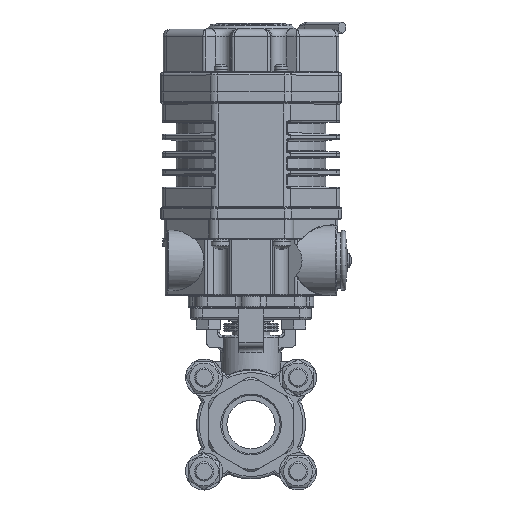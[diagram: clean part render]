
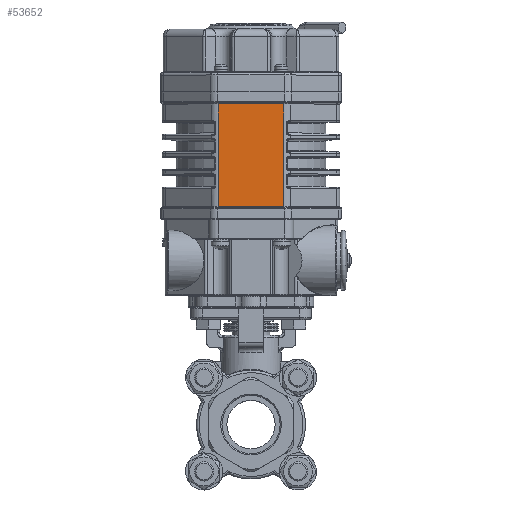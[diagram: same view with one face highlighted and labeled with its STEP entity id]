
A CAD part, top view. The second image highlights one B-rep face of the part: STEP entity #53652.
In plain terms, the highlighted face is planar.
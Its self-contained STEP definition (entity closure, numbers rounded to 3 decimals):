
#2535=PLANE('',#57957);
#4219=LINE('',#100188,#7135);
#4227=LINE('',#100252,#7143);
#4640=LINE('',#103450,#7556);
#4641=LINE('',#103451,#7557);
#7135=VECTOR('',#65855,1000.);
#7143=VECTOR('',#65943,1000.);
#7556=VECTOR('',#68008,1000.);
#7557=VECTOR('',#68009,1000.);
#15651=ORIENTED_EDGE('',*,*,#26246,.T.);
#15652=ORIENTED_EDGE('',*,*,#25297,.T.);
#15653=ORIENTED_EDGE('',*,*,#26247,.T.);
#15654=ORIENTED_EDGE('',*,*,#25265,.T.);
#25265=EDGE_CURVE('',#31224,#31226,#4219,.T.);
#25297=EDGE_CURVE('',#31240,#31242,#4227,.T.);
#26246=EDGE_CURVE('',#31226,#31240,#4640,.T.);
#26247=EDGE_CURVE('',#31242,#31224,#4641,.T.);
#31224=VERTEX_POINT('',#100179);
#31226=VERTEX_POINT('',#100187);
#31240=VERTEX_POINT('',#100243);
#31242=VERTEX_POINT('',#100251);
#38520=EDGE_LOOP('',(#15651,#15652,#15653,#15654));
#41943=FACE_BOUND('',#38520,.T.);
#53652=ADVANCED_FACE('',(#41943),#2535,.F.);
#57957=AXIS2_PLACEMENT_3D('',#103449,#68006,#68007);
#65855=DIRECTION('',(0.,0.,1.));
#65943=DIRECTION('',(0.,0.,-1.));
#68006=DIRECTION('',(-1.,0.,0.));
#68007=DIRECTION('',(0.,0.,1.));
#68008=DIRECTION('',(0.,-1.,0.));
#68009=DIRECTION('',(0.,1.,0.));
#100179=CARTESIAN_POINT('',(36.75,21.25,-13.565));
#100187=CARTESIAN_POINT('',(36.75,21.25,13.565));
#100188=CARTESIAN_POINT('',(36.75,21.25,13.565));
#100243=CARTESIAN_POINT('',(36.75,-21.25,13.565));
#100251=CARTESIAN_POINT('',(36.75,-21.25,-13.565));
#100252=CARTESIAN_POINT('',(36.75,-21.25,-13.565));
#103449=CARTESIAN_POINT('',(36.75,26.25,15.222));
#103450=CARTESIAN_POINT('',(36.75,26.25,13.565));
#103451=CARTESIAN_POINT('',(36.75,26.25,-13.565));
